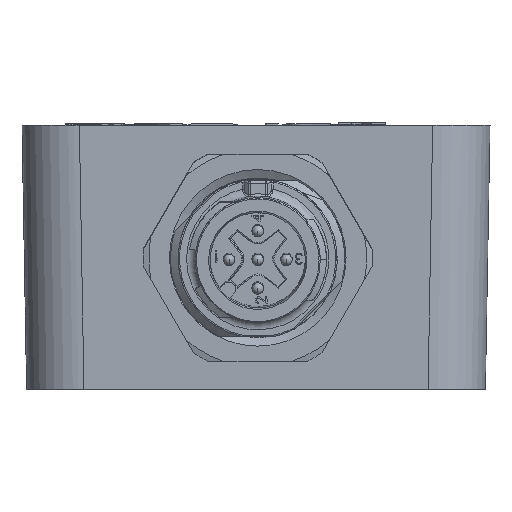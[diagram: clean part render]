
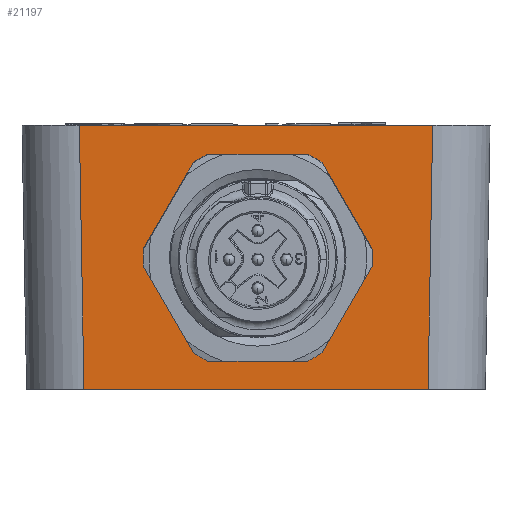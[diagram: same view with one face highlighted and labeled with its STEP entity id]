
A CAD part, front view. The second image highlights one B-rep face of the part: STEP entity #21197.
In plain terms, the highlighted planar face has unit normal (0, -1, -0.018).
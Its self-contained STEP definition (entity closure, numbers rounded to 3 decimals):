
#208=FACE_BOUND('',#3916,.T.);
#814=CIRCLE('',#22937,9.5);
#816=CIRCLE('',#22940,9.5);
#817=CIRCLE('',#22942,9.5);
#819=CIRCLE('',#22945,9.5);
#821=CIRCLE('',#22948,9.5);
#822=CIRCLE('',#22950,9.5);
#2633=FACE_OUTER_BOUND('',#3915,.T.);
#3915=EDGE_LOOP('',(#16377,#16378,#16379,#16380));
#3916=EDGE_LOOP('',(#16381,#16382,#16383,#16384,#16385,#16386,#16387,#16388,
#16389,#16390,#16391,#16392));
#5412=LINE('',#35405,#7189);
#5419=LINE('',#35439,#7196);
#5420=LINE('',#35523,#7197);
#5426=LINE('',#35533,#7203);
#5427=LINE('',#35535,#7204);
#5428=LINE('',#35537,#7205);
#5456=LINE('',#36255,#7233);
#5457=LINE('',#36257,#7234);
#5458=LINE('',#36259,#7235);
#5459=LINE('',#36260,#7236);
#7189=VECTOR('',#26210,10.);
#7196=VECTOR('',#26231,10.);
#7197=VECTOR('',#26264,10.);
#7203=VECTOR('',#26278,10.);
#7204=VECTOR('',#26281,10.);
#7205=VECTOR('',#26284,10.);
#7233=VECTOR('',#26324,1000.);
#7234=VECTOR('',#26325,1000.);
#7235=VECTOR('',#26326,1000.);
#7236=VECTOR('',#26327,1000.);
#9219=VERTEX_POINT('',#35397);
#9220=VERTEX_POINT('',#35404);
#9227=VERTEX_POINT('',#35431);
#9228=VERTEX_POINT('',#35438);
#9229=VERTEX_POINT('',#35447);
#9230=VERTEX_POINT('',#35448);
#9233=VERTEX_POINT('',#35466);
#9234=VERTEX_POINT('',#35475);
#9235=VERTEX_POINT('',#35476);
#9238=VERTEX_POINT('',#35494);
#9240=VERTEX_POINT('',#35505);
#9241=VERTEX_POINT('',#35514);
#9288=VERTEX_POINT('',#36253);
#9289=VERTEX_POINT('',#36254);
#9290=VERTEX_POINT('',#36256);
#9291=VERTEX_POINT('',#36258);
#11762=EDGE_CURVE('',#9220,#9219,#5412,.T.);
#11774=EDGE_CURVE('',#9228,#9227,#5419,.T.);
#11776=EDGE_CURVE('',#9229,#9230,#814,.T.);
#11780=EDGE_CURVE('',#9233,#9228,#816,.T.);
#11782=EDGE_CURVE('',#9234,#9235,#817,.T.);
#11786=EDGE_CURVE('',#9219,#9238,#819,.T.);
#11789=EDGE_CURVE('',#9240,#9220,#821,.T.);
#11792=EDGE_CURVE('',#9227,#9241,#822,.T.);
#11793=EDGE_CURVE('',#9230,#9233,#5420,.T.);
#11799=EDGE_CURVE('',#9235,#9229,#5426,.T.);
#11800=EDGE_CURVE('',#9238,#9234,#5427,.T.);
#11801=EDGE_CURVE('',#9241,#9240,#5428,.T.);
#11860=EDGE_CURVE('',#9288,#9289,#5456,.T.);
#11861=EDGE_CURVE('',#9289,#9290,#5457,.T.);
#11862=EDGE_CURVE('',#9290,#9291,#5458,.T.);
#11863=EDGE_CURVE('',#9291,#9288,#5459,.F.);
#16377=ORIENTED_EDGE('',*,*,#11860,.T.);
#16378=ORIENTED_EDGE('',*,*,#11861,.T.);
#16379=ORIENTED_EDGE('',*,*,#11862,.T.);
#16380=ORIENTED_EDGE('',*,*,#11863,.T.);
#16381=ORIENTED_EDGE('',*,*,#11782,.T.);
#16382=ORIENTED_EDGE('',*,*,#11799,.T.);
#16383=ORIENTED_EDGE('',*,*,#11776,.T.);
#16384=ORIENTED_EDGE('',*,*,#11793,.T.);
#16385=ORIENTED_EDGE('',*,*,#11780,.T.);
#16386=ORIENTED_EDGE('',*,*,#11774,.T.);
#16387=ORIENTED_EDGE('',*,*,#11792,.T.);
#16388=ORIENTED_EDGE('',*,*,#11801,.T.);
#16389=ORIENTED_EDGE('',*,*,#11789,.T.);
#16390=ORIENTED_EDGE('',*,*,#11762,.T.);
#16391=ORIENTED_EDGE('',*,*,#11786,.T.);
#16392=ORIENTED_EDGE('',*,*,#11800,.T.);
#20275=PLANE('',#22963);
#21197=ADVANCED_FACE('',(#2633,#208),#20275,.T.);
#22937=AXIS2_PLACEMENT_3D('',#35449,#26234,#26235);
#22940=AXIS2_PLACEMENT_3D('',#35467,#26240,#26241);
#22942=AXIS2_PLACEMENT_3D('',#35477,#26244,#26245);
#22945=AXIS2_PLACEMENT_3D('',#35495,#26250,#26251);
#22948=AXIS2_PLACEMENT_3D('',#35506,#26256,#26257);
#22950=AXIS2_PLACEMENT_3D('',#35521,#26260,#26261);
#22963=AXIS2_PLACEMENT_3D('',#36252,#26322,#26323);
#26210=DIRECTION('',(1.,0.,0.));
#26231=DIRECTION('',(-0.5,-0.015,0.866));
#26234=DIRECTION('center_axis',(0.,1.,0.017));
#26235=DIRECTION('ref_axis',(1.,0.,0.));
#26240=DIRECTION('center_axis',(0.,1.,0.017));
#26241=DIRECTION('ref_axis',(1.,0.,0.));
#26244=DIRECTION('center_axis',(0.,1.,0.017));
#26245=DIRECTION('ref_axis',(1.,0.,0.));
#26250=DIRECTION('center_axis',(0.,1.,0.017));
#26251=DIRECTION('ref_axis',(1.,0.,0.));
#26256=DIRECTION('center_axis',(0.,1.,0.017));
#26257=DIRECTION('ref_axis',(1.,0.,0.));
#26260=DIRECTION('center_axis',(0.,1.,0.017));
#26261=DIRECTION('ref_axis',(1.,0.,0.));
#26264=DIRECTION('',(-1.,0.,0.));
#26278=DIRECTION('',(-0.5,0.015,-0.866));
#26281=DIRECTION('',(0.5,0.015,-0.866));
#26284=DIRECTION('',(0.5,-0.015,0.866));
#26322=DIRECTION('center_axis',(0.,-1.,-0.017));
#26323=DIRECTION('ref_axis',(0.,0.017,-1.));
#26324=DIRECTION('',(-1.,0.,0.));
#26325=DIRECTION('',(0.017,0.017,-1.));
#26326=DIRECTION('',(1.,0.,0.));
#26327=DIRECTION('',(-0.017,0.017,-1.));
#35397=CARTESIAN_POINT('',(23.192,-0.358,20.501));
#35404=CARTESIAN_POINT('',(17.109,-0.358,20.501));
#35405=CARTESIAN_POINT('',(22.255,-0.358,20.501));
#35431=CARTESIAN_POINT('',(10.836,-0.168,9.637));
#35438=CARTESIAN_POINT('',(13.877,-0.076,4.369));
#35439=CARTESIAN_POINT('',(13.738,-0.08,4.609));
#35447=CARTESIAN_POINT('',(26.424,-0.076,4.369));
#35448=CARTESIAN_POINT('',(23.192,-0.044,2.504));
#35449=CARTESIAN_POINT('Origin',(20.151,-0.201,11.502));
#35466=CARTESIAN_POINT('',(17.109,-0.044,2.504));
#35467=CARTESIAN_POINT('Origin',(20.151,-0.201,11.502));
#35475=CARTESIAN_POINT('',(29.465,-0.233,13.368));
#35476=CARTESIAN_POINT('',(29.465,-0.168,9.637));
#35477=CARTESIAN_POINT('Origin',(20.151,-0.201,11.502));
#35494=CARTESIAN_POINT('',(26.424,-0.325,18.635));
#35495=CARTESIAN_POINT('Origin',(20.151,-0.201,11.502));
#35505=CARTESIAN_POINT('',(13.877,-0.325,18.635));
#35506=CARTESIAN_POINT('Origin',(20.151,-0.201,11.502));
#35514=CARTESIAN_POINT('',(10.836,-0.233,13.368));
#35521=CARTESIAN_POINT('Origin',(20.151,-0.201,11.502));
#35523=CARTESIAN_POINT('',(17.896,-0.044,2.504));
#35533=CARTESIAN_POINT('',(24.346,-0.013,0.77));
#35535=CARTESIAN_POINT('',(31.506,-0.172,9.834));
#35537=CARTESIAN_POINT('',(10.937,-0.236,13.543));
#36252=CARTESIAN_POINT('Origin',(20.,0.,0.));
#36253=CARTESIAN_POINT('',(35.402,-0.401,23.));
#36254=CARTESIAN_POINT('',(4.598,-0.401,23.));
#36255=CARTESIAN_POINT('',(20.,-0.401,23.));
#36256=CARTESIAN_POINT('',(4.999,0.,0.));
#36257=CARTESIAN_POINT('',(5.004,0.005,-0.262));
#36258=CARTESIAN_POINT('',(35.001,0.,0.));
#36259=CARTESIAN_POINT('',(20.,0.,0.));
#36260=CARTESIAN_POINT('',(34.996,0.005,-0.262));
